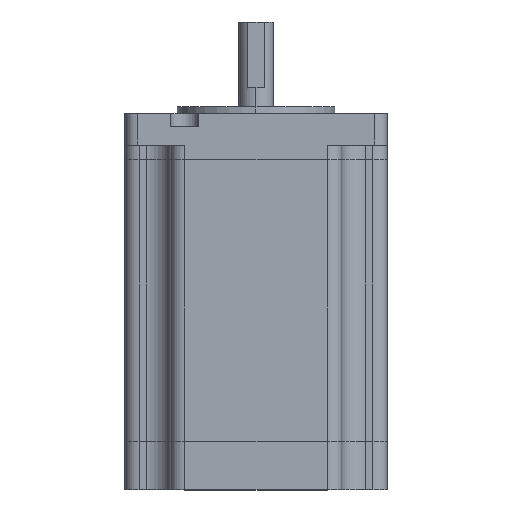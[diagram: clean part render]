
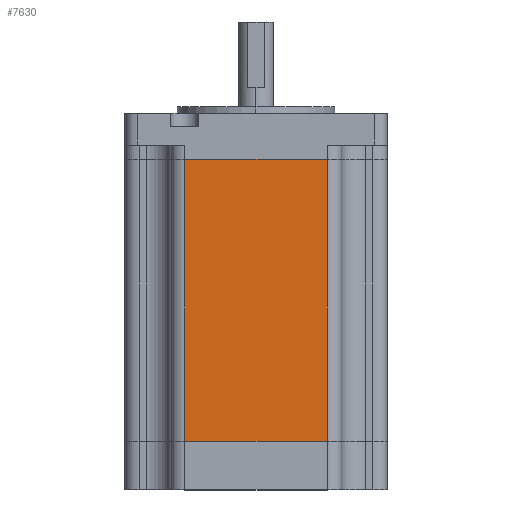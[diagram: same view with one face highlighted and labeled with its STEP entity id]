
A CAD part, top view. The second image highlights one B-rep face of the part: STEP entity #7630.
In plain terms, the highlighted planar face has unit normal (0, 0, 1).
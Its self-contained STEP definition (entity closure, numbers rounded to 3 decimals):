
#57 = CARTESIAN_POINT ( 'NONE',  ( 13.65, 64.5, 0. ) ) ;
#247 = DIRECTION ( 'NONE',  ( 0., 0., -1. ) ) ;
#318 = CARTESIAN_POINT ( 'NONE',  ( 13.65, 64.5, 0. ) ) ;
#460 = FACE_OUTER_BOUND ( 'NONE', #5312, .T. ) ;
#533 = AXIS2_PLACEMENT_3D ( 'NONE', #2143, #247, #4730 ) ;
#596 = ORIENTED_EDGE ( 'NONE', *, *, #4487, .T. ) ;
#1081 = ORIENTED_EDGE ( 'NONE', *, *, #3712, .T. ) ;
#1697 = CARTESIAN_POINT ( 'NONE',  ( 46.35, 64.5, 0. ) ) ;
#1898 = VECTOR ( 'NONE', #3837, 1000. ) ;
#1910 = LINE ( 'NONE', #7110, #5131 ) ;
#1922 = DIRECTION ( 'NONE',  ( 0., -1., 0. ) ) ;
#2143 = CARTESIAN_POINT ( 'NONE',  ( 13.65, 64.5, 0. ) ) ;
#2638 = ORIENTED_EDGE ( 'NONE', *, *, #2989, .F. ) ;
#2887 = EDGE_CURVE ( 'NONE', #6184, #6359, #4094, .T. ) ;
#2989 = EDGE_CURVE ( 'NONE', #5634, #6184, #8239, .T. ) ;
#3712 = EDGE_CURVE ( 'NONE', #8101, #6359, #1910, .T. ) ;
#3837 = DIRECTION ( 'NONE',  ( 0., -1., 0. ) ) ;
#3935 = ORIENTED_EDGE ( 'NONE', *, *, #2887, .F. ) ;
#4094 = LINE ( 'NONE', #7383, #5783 ) ;
#4297 = CARTESIAN_POINT ( 'NONE',  ( 13.65, 0., 0. ) ) ;
#4309 = CARTESIAN_POINT ( 'NONE',  ( 13.65, 64.5, 0. ) ) ;
#4487 = EDGE_CURVE ( 'NONE', #5634, #8101, #6841, .T. ) ;
#4730 = DIRECTION ( 'NONE',  ( -1., 0., 0. ) ) ;
#5131 = VECTOR ( 'NONE', #5812, 1000. ) ;
#5312 = EDGE_LOOP ( 'NONE', ( #1081, #3935, #2638, #596 ) ) ;
#5634 = VERTEX_POINT ( 'NONE', #4309 ) ;
#5705 = DIRECTION ( 'NONE',  ( 1., 0., 0. ) ) ;
#5783 = VECTOR ( 'NONE', #1922, 1000. ) ;
#5812 = DIRECTION ( 'NONE',  ( 1., 0., 0. ) ) ;
#5886 = CARTESIAN_POINT ( 'NONE',  ( 46.35, 0., 0. ) ) ;
#6184 = VERTEX_POINT ( 'NONE', #1697 ) ;
#6359 = VERTEX_POINT ( 'NONE', #5886 ) ;
#6495 = VECTOR ( 'NONE', #5705, 1000. ) ;
#6841 = LINE ( 'NONE', #57, #1898 ) ;
#7110 = CARTESIAN_POINT ( 'NONE',  ( 13.65, 0., 0. ) ) ;
#7316 = PLANE ( 'NONE',  #533 ) ;
#7383 = CARTESIAN_POINT ( 'NONE',  ( 46.35, 64.5, 0. ) ) ;
#7630 = ADVANCED_FACE ( 'NONE', ( #460 ), #7316, .F. ) ;
#8101 = VERTEX_POINT ( 'NONE', #4297 ) ;
#8239 = LINE ( 'NONE', #318, #6495 ) ;
